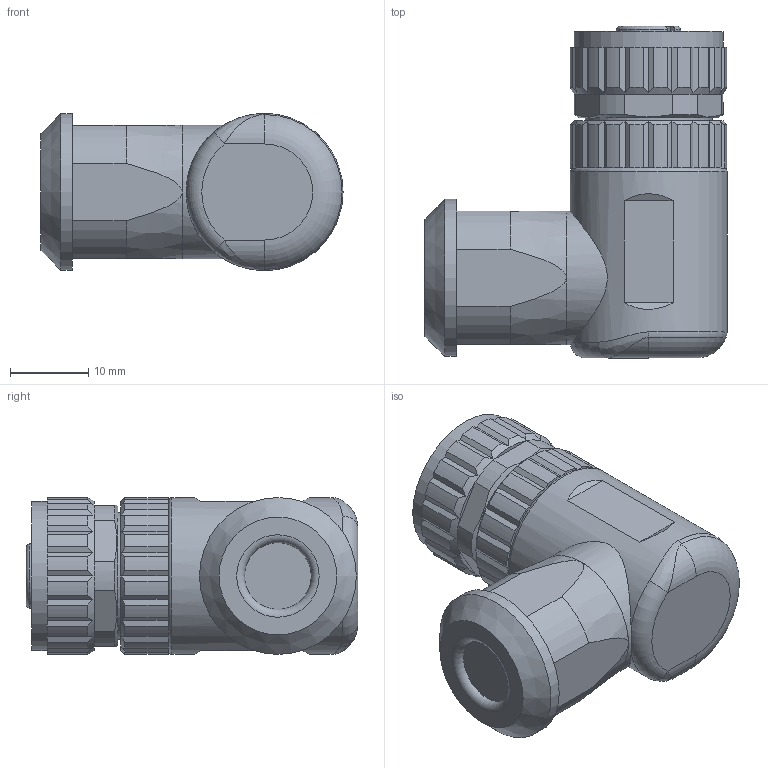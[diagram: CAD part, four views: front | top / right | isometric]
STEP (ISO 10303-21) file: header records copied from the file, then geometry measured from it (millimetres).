
FILE_DESCRIPTION(('FreeCAD Model'),'2;1');
FILE_NAME('FC-12FA4P-PG7_9.STP','2017-08-22T10:48:33',('CM'),( 'HTM Sensors'),'Open CASCADE STEP processor 6.8','FreeCAD','Unknown' );
FILE_SCHEMA(('CONFIG_CONTROL_DESIGN','SHAPE_APPEARANCE_LAYER_MIM'));
Length unit declared in the file: millimetre
Products named in the file (2): ASSEMBLY; FC-12FA4P-PG7/9
Assembly tree (1 placements, depth 2):
  ASSEMBLY
    FC-12FA4P-PG7/9
Bounding box: 38.5 x 42.3 x 20 mm (x, y, z)
Volume: 17076.9 mm3; surface area: 5185.6 mm2
Topology: 1 solids, 1 shells, 290 faces, 752 edges, 493 vertices
Faces by surface type: plane 161, cylinder 82, bspline 27, cone 13, torus 7
Full cylindrical faces by diameter (mm): 0.5 x1, 1.1 x4, 1.5 x5, 2.2 x1, 2.5 x2, 10.299 x1, 10.92 x1, 16.2 x1, 17 x1, 19 x1, 20 x2
Entity records: 35314 total; most frequent: CARTESIAN_POINT 20059, DIRECTION 1957, ORIENTED_EDGE 1496, PCURVE 1496, DEFINITIONAL_REPRESENTATION 1496, LINE 967, VECTOR 967, B_SPLINE_CURVE_WITH_KNOTS 766
